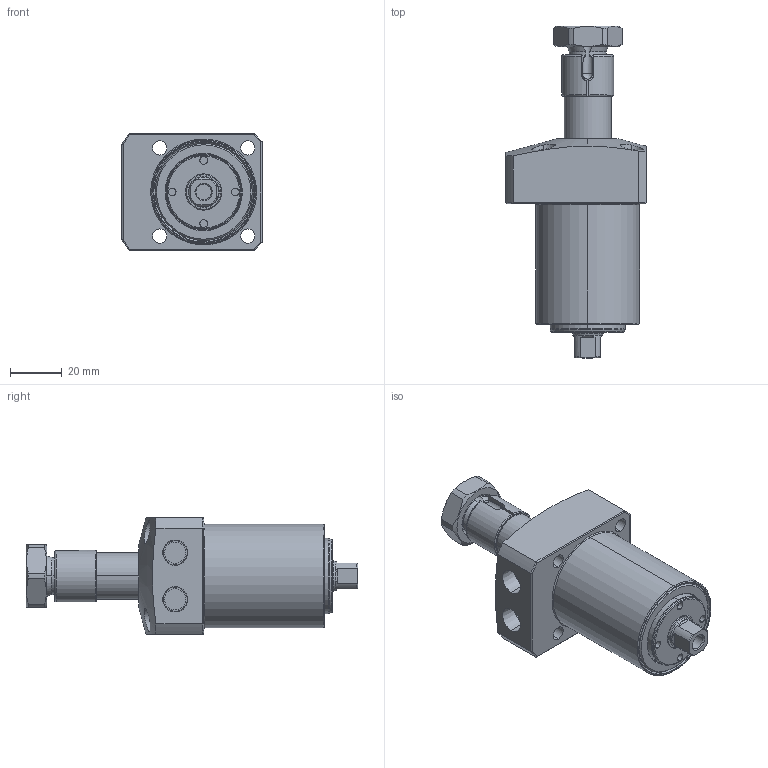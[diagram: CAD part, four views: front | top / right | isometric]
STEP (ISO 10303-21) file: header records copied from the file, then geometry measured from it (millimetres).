
FILE_DESCRIPTION (( 'STEP AP203' ), '1' );
FILE_NAME ('LHA0400-SRD.STEP', '2019-09-24T02:26:01', ( '微软用户' ), ( '微软中国' ), 'SwSTEP 2.0', 'SolidWorks 2012', '' );
FILE_SCHEMA (( 'CONFIG_CONTROL_DESIGN' ));
Length unit declared in the file: millimetre
Products named in the file (7): LHA0400-SRD; LHA0400-簸忣諍匏_; LHA0400-ů_; LHA0400-楓羔_DM); LHA0400-D菛巍; LHA0400-咂衝椳紕_蹬怮椔); LHA0400-槭暌滀S(蹬怮椔)_1
Assembly tree (6 placements, depth 2):
  LHA0400-SRD
    LHA0400-槭暌滀S(蹬怮椔)_1
    LHA0400-咂衝椳紕_蹬怮椔)
    LHA0400-D菛巍
    LHA0400-楓羔_DM)
    LHA0400-ů_
    LHA0400-簸忣諍匏_
Bounding box: 54 x 128 x 45 mm (x, y, z)
Volume: 127057.1 mm3; surface area: 28096.9 mm2
Topology: 6 solids, 6 shells, 227 faces, 551 edges, 349 vertices
Faces by surface type: cylinder 83, plane 71, cone 49, bspline 24
Entity records: 8570 total; most frequent: CARTESIAN_POINT 2640, ORIENTED_EDGE 1092, DIRECTION 1089, EDGE_CURVE 546, AXIS2_PLACEMENT_3D 443, VERTEX_POINT 349, EDGE_LOOP 263, CIRCLE 231
